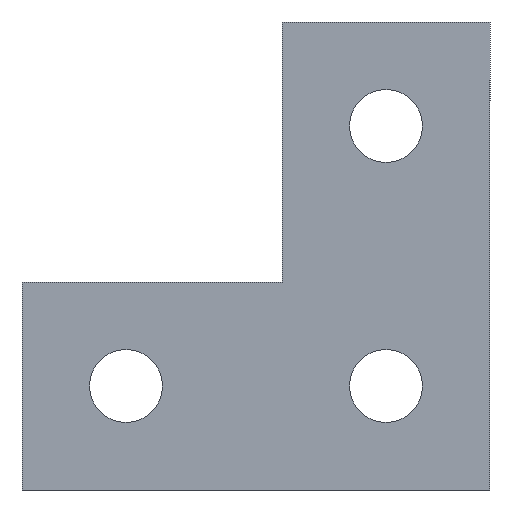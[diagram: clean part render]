
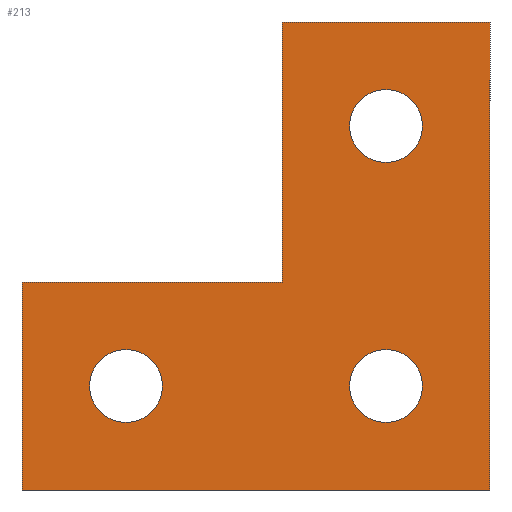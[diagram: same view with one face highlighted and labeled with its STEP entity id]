
A CAD part, front view. The second image highlights one B-rep face of the part: STEP entity #213.
In plain terms, the highlighted planar face has unit normal (0, -1, 0).
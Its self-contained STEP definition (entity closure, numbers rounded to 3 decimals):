
#18=FACE_BOUND('',#48,.T.);
#19=FACE_BOUND('',#49,.T.);
#20=FACE_BOUND('',#50,.T.);
#24=CIRCLE('',#248,7.);
#25=CIRCLE('',#249,7.);
#26=CIRCLE('',#250,7.);
#36=FACE_OUTER_BOUND('',#47,.T.);
#47=EDGE_LOOP('',(#169,#170,#171,#172,#173,#174));
#48=EDGE_LOOP('',(#175));
#49=EDGE_LOOP('',(#176));
#50=EDGE_LOOP('',(#177));
#58=LINE('',#319,#79);
#64=LINE('',#330,#85);
#67=LINE('',#338,#88);
#69=LINE('',#341,#90);
#73=LINE('',#348,#94);
#74=LINE('',#350,#95);
#79=VECTOR('',#262,10.);
#85=VECTOR('',#270,10.);
#88=VECTOR('',#275,10.);
#90=VECTOR('',#279,10.);
#94=VECTOR('',#285,10.);
#95=VECTOR('',#288,10.);
#100=VERTEX_POINT('',#317);
#101=VERTEX_POINT('',#318);
#105=VERTEX_POINT('',#328);
#108=VERTEX_POINT('',#335);
#109=VERTEX_POINT('',#337);
#111=VERTEX_POINT('',#346);
#112=VERTEX_POINT('',#353);
#113=VERTEX_POINT('',#355);
#114=VERTEX_POINT('',#357);
#118=EDGE_CURVE('',#100,#101,#58,.T.);
#124=EDGE_CURVE('',#101,#105,#64,.T.);
#127=EDGE_CURVE('',#109,#108,#67,.T.);
#129=EDGE_CURVE('',#105,#109,#69,.T.);
#133=EDGE_CURVE('',#108,#111,#73,.T.);
#134=EDGE_CURVE('',#111,#100,#74,.T.);
#136=EDGE_CURVE('',#112,#112,#24,.T.);
#137=EDGE_CURVE('',#113,#113,#25,.T.);
#138=EDGE_CURVE('',#114,#114,#26,.T.);
#169=ORIENTED_EDGE('',*,*,#118,.T.);
#170=ORIENTED_EDGE('',*,*,#124,.T.);
#171=ORIENTED_EDGE('',*,*,#129,.T.);
#172=ORIENTED_EDGE('',*,*,#127,.T.);
#173=ORIENTED_EDGE('',*,*,#133,.T.);
#174=ORIENTED_EDGE('',*,*,#134,.T.);
#175=ORIENTED_EDGE('',*,*,#136,.T.);
#176=ORIENTED_EDGE('',*,*,#137,.T.);
#177=ORIENTED_EDGE('',*,*,#138,.T.);
#205=PLANE('',#247);
#213=ADVANCED_FACE('',(#36,#18,#19,#20),#205,.F.);
#247=AXIS2_PLACEMENT_3D('',#352,#290,#291);
#248=AXIS2_PLACEMENT_3D('',#354,#292,#293);
#249=AXIS2_PLACEMENT_3D('',#356,#294,#295);
#250=AXIS2_PLACEMENT_3D('',#358,#296,#297);
#262=DIRECTION('',(0.,0.,1.));
#270=DIRECTION('',(-1.,0.,0.));
#275=DIRECTION('',(-1.,0.,0.));
#279=DIRECTION('',(0.,0.,-1.));
#285=DIRECTION('',(0.,0.,-1.));
#288=DIRECTION('',(1.,0.,0.));
#290=DIRECTION('center_axis',(0.,1.,0.));
#291=DIRECTION('ref_axis',(0.,0.,1.));
#292=DIRECTION('center_axis',(0.,1.,0.));
#293=DIRECTION('ref_axis',(1.,0.,0.));
#294=DIRECTION('center_axis',(0.,1.,0.));
#295=DIRECTION('ref_axis',(1.,0.,0.));
#296=DIRECTION('center_axis',(0.,1.,0.));
#297=DIRECTION('ref_axis',(1.,0.,0.));
#317=CARTESIAN_POINT('',(0.,0.,-90.));
#318=CARTESIAN_POINT('',(0.,0.,0.));
#319=CARTESIAN_POINT('',(0.,0.,-90.));
#328=CARTESIAN_POINT('',(-40.,0.,0.));
#330=CARTESIAN_POINT('',(0.,0.,0.));
#335=CARTESIAN_POINT('',(-90.,0.,-50.));
#337=CARTESIAN_POINT('',(-40.,0.,-50.));
#338=CARTESIAN_POINT('',(-40.,0.,-50.));
#341=CARTESIAN_POINT('',(-40.,0.,0.));
#346=CARTESIAN_POINT('',(-90.,0.,-90.));
#348=CARTESIAN_POINT('',(-90.,0.,-50.));
#350=CARTESIAN_POINT('',(-90.,0.,-90.));
#352=CARTESIAN_POINT('Origin',(-38.056,0.,-51.944));
#353=CARTESIAN_POINT('',(-27.,0.,-20.));
#354=CARTESIAN_POINT('Origin',(-20.,0.,-20.));
#355=CARTESIAN_POINT('',(-27.,0.,-70.));
#356=CARTESIAN_POINT('Origin',(-20.,0.,-70.));
#357=CARTESIAN_POINT('',(-77.,0.,-70.));
#358=CARTESIAN_POINT('Origin',(-70.,0.,-70.));
